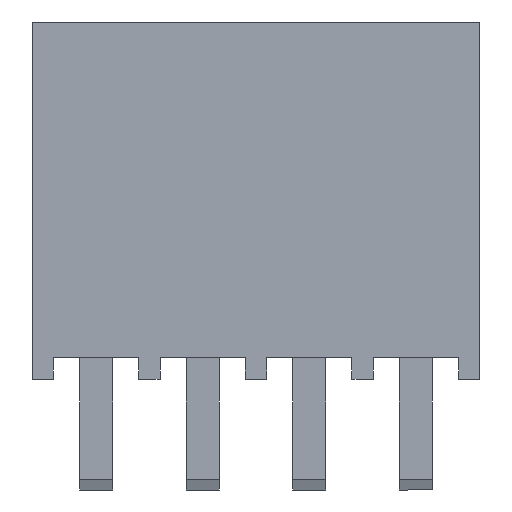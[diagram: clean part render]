
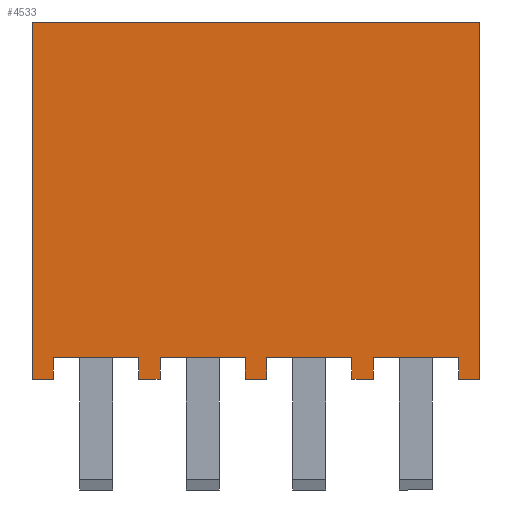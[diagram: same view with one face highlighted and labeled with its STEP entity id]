
A CAD part, front view. The second image highlights one B-rep face of the part: STEP entity #4533.
In plain terms, the highlighted free-form (B-spline) face has degree [1, 1] with [2, 2] control points.
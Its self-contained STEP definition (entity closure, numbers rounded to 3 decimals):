
#3926=CARTESIAN_POINT('',(4.826,-2.476,0.508));
#3927=VERTEX_POINT('',#3926);
#3936=CARTESIAN_POINT('',(2.794,-2.476,0.508));
#3937=VERTEX_POINT('',#3936);
#3938=CARTESIAN_POINT('',(2.794,-2.476,0.508));
#3939=DIRECTION('',(1.0,0.0,0.0));
#3940=VECTOR('',#3939,2.032);
#3941=LINE('',#3938,#3940);
#3942=EDGE_CURVE('',#3937,#3927,#3941,.T.);
#3975=CARTESIAN_POINT('',(2.794,-2.476,0.));
#3976=VERTEX_POINT('',#3975);
#3977=CARTESIAN_POINT('',(2.794,-2.476,0.0));
#3978=DIRECTION('',(0.0,0.0,1.0));
#3979=VECTOR('',#3978,0.508);
#3980=LINE('',#3977,#3979);
#3981=EDGE_CURVE('',#3976,#3937,#3980,.T.);
#3997=CARTESIAN_POINT('',(4.826,-2.476,0.));
#3998=VERTEX_POINT('',#3997);
#3999=CARTESIAN_POINT('',(4.826,-2.476,0.508));
#4000=DIRECTION('',(0.0,0.0,-1.0));
#4001=VECTOR('',#4000,0.508);
#4002=LINE('',#3999,#4001);
#4003=EDGE_CURVE('',#3927,#3998,#4002,.T.);
#4030=CARTESIAN_POINT('',(2.286,-2.477,0.508));
#4031=VERTEX_POINT('',#4030);
#4038=CARTESIAN_POINT('',(0.254,-2.477,0.508));
#4039=VERTEX_POINT('',#4038);
#4040=CARTESIAN_POINT('',(0.254,-2.476,0.508));
#4041=DIRECTION('',(1.0,0.0,0.0));
#4042=VECTOR('',#4041,2.032);
#4043=LINE('',#4040,#4042);
#4044=EDGE_CURVE('',#4039,#4031,#4043,.T.);
#4068=CARTESIAN_POINT('',(0.254,-2.477,0.0));
#4069=VERTEX_POINT('',#4068);
#4070=CARTESIAN_POINT('',(0.254,-2.476,0.0));
#4071=DIRECTION('',(0.0,0.0,1.0));
#4072=VECTOR('',#4071,0.508);
#4073=LINE('',#4070,#4072);
#4074=EDGE_CURVE('',#4069,#4039,#4073,.T.);
#4107=CARTESIAN_POINT('',(2.286,-2.477,0.0));
#4108=VERTEX_POINT('',#4107);
#4115=CARTESIAN_POINT('',(2.286,-2.476,0.508));
#4116=DIRECTION('',(0.0,0.0,-1.0));
#4117=VECTOR('',#4116,0.508);
#4118=LINE('',#4115,#4117);
#4119=EDGE_CURVE('',#4031,#4108,#4118,.T.);
#4130=CARTESIAN_POINT('',(-0.254,-2.477,0.508));
#4131=VERTEX_POINT('',#4130);
#4140=CARTESIAN_POINT('',(-2.286,-2.477,0.508));
#4141=VERTEX_POINT('',#4140);
#4142=CARTESIAN_POINT('',(-2.286,-2.476,0.508));
#4143=DIRECTION('',(1.0,0.0,0.0));
#4144=VECTOR('',#4143,2.032);
#4145=LINE('',#4142,#4144);
#4146=EDGE_CURVE('',#4141,#4131,#4145,.T.);
#4179=CARTESIAN_POINT('',(-2.286,-2.477,0.));
#4180=VERTEX_POINT('',#4179);
#4181=CARTESIAN_POINT('',(-2.286,-2.476,0.0));
#4182=DIRECTION('',(0.0,0.0,1.0));
#4183=VECTOR('',#4182,0.508);
#4184=LINE('',#4181,#4183);
#4185=EDGE_CURVE('',#4180,#4141,#4184,.T.);
#4201=CARTESIAN_POINT('',(-0.254,-2.477,0.));
#4202=VERTEX_POINT('',#4201);
#4203=CARTESIAN_POINT('',(-0.254,-2.476,0.508));
#4204=DIRECTION('',(0.0,0.0,-1.0));
#4205=VECTOR('',#4204,0.508);
#4206=LINE('',#4203,#4205);
#4207=EDGE_CURVE('',#4131,#4202,#4206,.T.);
#4234=CARTESIAN_POINT('',(-2.794,-2.477,0.508));
#4235=VERTEX_POINT('',#4234);
#4242=CARTESIAN_POINT('',(-4.826,-2.477,0.508));
#4243=VERTEX_POINT('',#4242);
#4244=CARTESIAN_POINT('',(-4.826,-2.476,0.508));
#4245=DIRECTION('',(1.0,0.0,0.0));
#4246=VECTOR('',#4245,2.032);
#4247=LINE('',#4244,#4246);
#4248=EDGE_CURVE('',#4243,#4235,#4247,.T.);
#4272=CARTESIAN_POINT('',(-4.826,-2.477,0.));
#4273=VERTEX_POINT('',#4272);
#4274=CARTESIAN_POINT('',(-4.826,-2.476,0.));
#4275=DIRECTION('',(0.0,0.0,1.0));
#4276=VECTOR('',#4275,0.508);
#4277=LINE('',#4274,#4276);
#4278=EDGE_CURVE('',#4273,#4243,#4277,.T.);
#4311=CARTESIAN_POINT('',(-2.794,-2.477,0.));
#4312=VERTEX_POINT('',#4311);
#4319=CARTESIAN_POINT('',(-2.794,-2.476,0.508));
#4320=DIRECTION('',(0.0,0.0,-1.0));
#4321=VECTOR('',#4320,0.508);
#4322=LINE('',#4319,#4321);
#4323=EDGE_CURVE('',#4235,#4312,#4322,.T.);
#4411=CARTESIAN_POINT('',(-5.334,-2.476,0.0));
#4412=VERTEX_POINT('',#4411);
#4413=CARTESIAN_POINT('',(-5.334,-2.476,0.0));
#4414=DIRECTION('',(1.0,0.0,0.0));
#4415=VECTOR('',#4414,0.508);
#4416=LINE('',#4413,#4415);
#4417=EDGE_CURVE('',#4412,#4273,#4416,.T.);
#4435=CARTESIAN_POINT('',(-2.794,-2.476,0.0));
#4436=DIRECTION('',(1.0,0.0,0.0));
#4437=VECTOR('',#4436,0.508);
#4438=LINE('',#4435,#4437);
#4439=EDGE_CURVE('',#4312,#4180,#4438,.T.);
#4452=CARTESIAN_POINT('',(-0.254,-2.476,0.0));
#4453=DIRECTION('',(1.0,0.0,0.0));
#4454=VECTOR('',#4453,0.508);
#4455=LINE('',#4452,#4454);
#4456=EDGE_CURVE('',#4202,#4069,#4455,.T.);
#4469=CARTESIAN_POINT('',(2.286,-2.476,0.0));
#4470=DIRECTION('',(1.0,0.0,0.0));
#4471=VECTOR('',#4470,0.508);
#4472=LINE('',#4469,#4471);
#4473=EDGE_CURVE('',#4108,#3976,#4472,.T.);
#4480=CARTESIAN_POINT('',(5.334,-2.476,8.509));
#4481=CARTESIAN_POINT('',(5.334,-2.476,0.));
#4482=CARTESIAN_POINT('',(-5.334,-2.476,8.509));
#4483=CARTESIAN_POINT('',(-5.334,-2.476,0.));
#4484=B_SPLINE_SURFACE_WITH_KNOTS('',1,1,((#4480,#4482),(#4481,#4483)),.UNSPECIFIED.,.F.,.F.,.U.,(2,2),(2,2),(0.0,8.509),(0.0,10.668),.UNSPECIFIED.);
#4485=ORIENTED_EDGE('',*,*,#3981,.T.);
#4486=ORIENTED_EDGE('',*,*,#3942,.T.);
#4487=ORIENTED_EDGE('',*,*,#4003,.T.);
#4488=CARTESIAN_POINT('',(5.334,-2.476,0.0));
#4489=VERTEX_POINT('',#4488);
#4490=CARTESIAN_POINT('',(4.826,-2.476,0.0));
#4491=DIRECTION('',(1.0,0.0,0.0));
#4492=VECTOR('',#4491,0.508);
#4493=LINE('',#4490,#4492);
#4494=EDGE_CURVE('',#3998,#4489,#4493,.T.);
#4495=ORIENTED_EDGE('',*,*,#4494,.T.);
#4496=CARTESIAN_POINT('',(5.334,-2.476,8.509));
#4497=VERTEX_POINT('',#4496);
#4498=CARTESIAN_POINT('',(5.334,-2.476,8.509));
#4499=DIRECTION('',(0.0,0.0,-1.0));
#4500=VECTOR('',#4499,8.509);
#4501=LINE('',#4498,#4500);
#4502=EDGE_CURVE('',#4497,#4489,#4501,.T.);
#4503=ORIENTED_EDGE('',*,*,#4502,.F.);
#4504=CARTESIAN_POINT('',(-5.334,-2.476,8.509));
#4505=VERTEX_POINT('',#4504);
#4506=CARTESIAN_POINT('',(5.334,-2.476,8.509));
#4507=DIRECTION('',(-1.0,0.0,0.0));
#4508=VECTOR('',#4507,10.668);
#4509=LINE('',#4506,#4508);
#4510=EDGE_CURVE('',#4497,#4505,#4509,.T.);
#4511=ORIENTED_EDGE('',*,*,#4510,.T.);
#4512=CARTESIAN_POINT('',(-5.334,-2.476,8.509));
#4513=DIRECTION('',(0.0,0.0,-1.0));
#4514=VECTOR('',#4513,8.509);
#4515=LINE('',#4512,#4514);
#4516=EDGE_CURVE('',#4505,#4412,#4515,.T.);
#4517=ORIENTED_EDGE('',*,*,#4516,.T.);
#4518=ORIENTED_EDGE('',*,*,#4417,.T.);
#4519=ORIENTED_EDGE('',*,*,#4278,.T.);
#4520=ORIENTED_EDGE('',*,*,#4248,.T.);
#4521=ORIENTED_EDGE('',*,*,#4323,.T.);
#4522=ORIENTED_EDGE('',*,*,#4439,.T.);
#4523=ORIENTED_EDGE('',*,*,#4185,.T.);
#4524=ORIENTED_EDGE('',*,*,#4146,.T.);
#4525=ORIENTED_EDGE('',*,*,#4207,.T.);
#4526=ORIENTED_EDGE('',*,*,#4456,.T.);
#4527=ORIENTED_EDGE('',*,*,#4074,.T.);
#4528=ORIENTED_EDGE('',*,*,#4044,.T.);
#4529=ORIENTED_EDGE('',*,*,#4119,.T.);
#4530=ORIENTED_EDGE('',*,*,#4473,.T.);
#4531=EDGE_LOOP('',(#4485,#4486,#4487,#4495,#4503,#4511,#4517,#4518,#4519,#4520,#4521,#4522,#4523,#4524,#4525,#4526,#4527,#4528,#4529,#4530));
#4532=FACE_OUTER_BOUND('',#4531,.T.);
#4533=ADVANCED_FACE('',(#4532),#4484,.F.);
